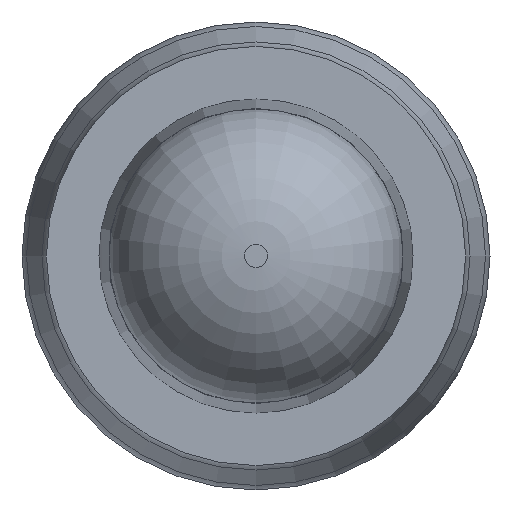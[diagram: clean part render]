
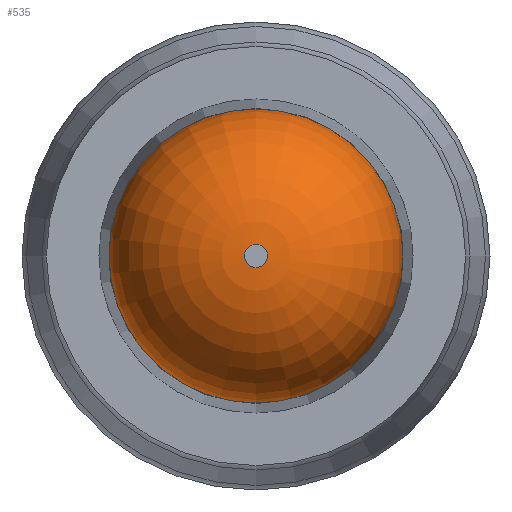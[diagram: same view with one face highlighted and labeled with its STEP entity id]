
A CAD part, left-side view. The second image highlights one B-rep face of the part: STEP entity #535.
In plain terms, the highlighted toroidal (fillet/blend) face has major radius 0.025 mm and minor radius 0.295 mm.
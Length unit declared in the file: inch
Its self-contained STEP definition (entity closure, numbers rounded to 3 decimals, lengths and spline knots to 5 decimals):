
#14 = AXIS2_PLACEMENT_3D ( 'NONE', #417, #41, #126 ) ;
#41 = DIRECTION ( 'NONE',  ( 1., 0., 0. ) ) ;
#42 = CARTESIAN_POINT ( 'NONE',  ( -0.78945, 0.00048, -0.01263 ) ) ;
#43 = CARTESIAN_POINT ( 'NONE',  ( -0.80104, 0.00048, 0. ) ) ;
#100 = CIRCLE ( 'NONE', #14, 0.01263 ) ;
#124 = EDGE_CURVE ( 'NONE', #192, #192, #100, .T. ) ;
#126 = DIRECTION ( 'NONE',  ( 0., 0., -1. ) ) ;
#154 = AXIS2_PLACEMENT_3D ( 'NONE', #404, #484, #481 ) ;
#192 = VERTEX_POINT ( 'NONE', #42 ) ;
#195 = FACE_OUTER_BOUND ( 'NONE', #260, .T. ) ;
#257 = AXIS2_PLACEMENT_3D ( 'NONE', #43, #416, #466 ) ;
#260 = EDGE_LOOP ( 'NONE', ( #372 ) ) ;
#262 = EDGE_LOOP ( 'NONE', ( #437 ) ) ;
#339 = VERTEX_POINT ( 'NONE', #425 ) ;
#356 = TOROIDAL_SURFACE ( 'NONE', #154, 0.001, 0.01163 ) ;
#372 = ORIENTED_EDGE ( 'NONE', *, *, #124, .F. ) ;
#388 = EDGE_CURVE ( 'NONE', #339, #339, #462, .T. ) ;
#404 = CARTESIAN_POINT ( 'NONE',  ( -0.78941, 0.00048, 0. ) ) ;
#410 = FACE_OUTER_BOUND ( 'NONE', #262, .T. ) ;
#416 = DIRECTION ( 'NONE',  ( 1., 0., 0. ) ) ;
#417 = CARTESIAN_POINT ( 'NONE',  ( -0.78945, 0.00048, 0. ) ) ;
#425 = CARTESIAN_POINT ( 'NONE',  ( -0.80104, 0.00048, -0.001 ) ) ;
#437 = ORIENTED_EDGE ( 'NONE', *, *, #388, .T. ) ;
#462 = CIRCLE ( 'NONE', #257, 0.001 ) ;
#466 = DIRECTION ( 'NONE',  ( 0., 0., -1. ) ) ;
#481 = DIRECTION ( 'NONE',  ( 0., 0., -1. ) ) ;
#484 = DIRECTION ( 'NONE',  ( 1., 0., 0. ) ) ;
#535 = ADVANCED_FACE ( 'NONE', ( #195, #410 ), #356, .T. ) ;
